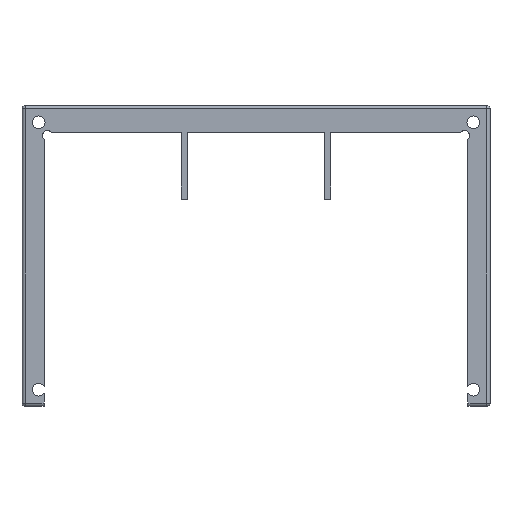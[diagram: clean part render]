
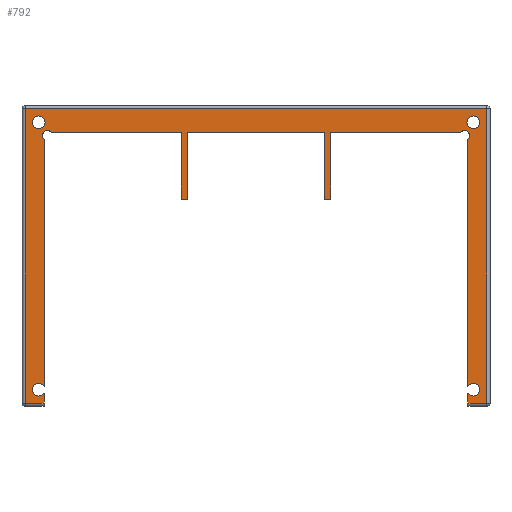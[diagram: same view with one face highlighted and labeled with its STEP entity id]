
A CAD part, top view. The second image highlights one B-rep face of the part: STEP entity #792.
In plain terms, the highlighted planar face has unit normal (0, 0, 1).
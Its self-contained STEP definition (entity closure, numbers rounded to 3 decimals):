
#25=FACE_BOUND('',#125,.T.);
#26=FACE_BOUND('',#126,.T.);
#30=PLANE('',#896);
#74=FACE_OUTER_BOUND('',#124,.T.);
#124=EDGE_LOOP('',(#637,#638,#639,#640,#641,#642,#643,#644,#645,#646,#647,
#648,#649,#650,#651,#652,#653,#654,#655,#656,#657,#658));
#125=EDGE_LOOP('',(#659));
#126=EDGE_LOOP('',(#660));
#147=CIRCLE('',#834,1.5);
#149=CIRCLE('',#837,1.5);
#183=CIRCLE('',#897,1.9);
#184=CIRCLE('',#898,1.9);
#185=CIRCLE('',#899,1.9);
#186=CIRCLE('',#900,1.9);
#191=LINE('',#1194,#265);
#211=LINE('',#1241,#285);
#223=LINE('',#1311,#297);
#227=LINE('',#1324,#301);
#229=LINE('',#1327,#303);
#231=LINE('',#1330,#305);
#235=LINE('',#1341,#309);
#236=LINE('',#1344,#310);
#237=LINE('',#1346,#311);
#238=LINE('',#1348,#312);
#239=LINE('',#1350,#313);
#240=LINE('',#1352,#314);
#241=LINE('',#1354,#315);
#242=LINE('',#1356,#316);
#243=LINE('',#1357,#317);
#244=LINE('',#1359,#318);
#245=LINE('',#1362,#319);
#246=LINE('',#1364,#320);
#265=VECTOR('',#941,10.);
#285=VECTOR('',#973,10.);
#297=VECTOR('',#1061,10.);
#301=VECTOR('',#1077,10.);
#303=VECTOR('',#1081,10.);
#305=VECTOR('',#1085,10.);
#309=VECTOR('',#1097,10.);
#310=VECTOR('',#1100,10.);
#311=VECTOR('',#1101,10.);
#312=VECTOR('',#1102,10.);
#313=VECTOR('',#1103,10.);
#314=VECTOR('',#1104,10.);
#315=VECTOR('',#1105,10.);
#316=VECTOR('',#1106,10.);
#317=VECTOR('',#1107,10.);
#318=VECTOR('',#1108,10.);
#319=VECTOR('',#1111,10.);
#320=VECTOR('',#1112,10.);
#335=VERTEX_POINT('',#1175);
#337=VERTEX_POINT('',#1178);
#339=VERTEX_POINT('',#1184);
#341=VERTEX_POINT('',#1187);
#343=VERTEX_POINT('',#1193);
#364=VERTEX_POINT('',#1240);
#371=VERTEX_POINT('',#1263);
#378=VERTEX_POINT('',#1289);
#381=VERTEX_POINT('',#1299);
#384=VERTEX_POINT('',#1309);
#386=VERTEX_POINT('',#1315);
#389=VERTEX_POINT('',#1337);
#391=VERTEX_POINT('',#1343);
#392=VERTEX_POINT('',#1345);
#393=VERTEX_POINT('',#1347);
#394=VERTEX_POINT('',#1349);
#395=VERTEX_POINT('',#1351);
#396=VERTEX_POINT('',#1353);
#397=VERTEX_POINT('',#1355);
#398=VERTEX_POINT('',#1358);
#399=VERTEX_POINT('',#1360);
#400=VERTEX_POINT('',#1363);
#401=VERTEX_POINT('',#1366);
#402=VERTEX_POINT('',#1368);
#404=EDGE_CURVE('',#337,#335,#147,.T.);
#408=EDGE_CURVE('',#341,#339,#149,.T.);
#411=EDGE_CURVE('',#343,#337,#191,.T.);
#435=EDGE_CURVE('',#364,#341,#211,.T.);
#470=EDGE_CURVE('',#384,#381,#223,.T.);
#477=EDGE_CURVE('',#381,#386,#227,.T.);
#479=EDGE_CURVE('',#386,#378,#229,.T.);
#481=EDGE_CURVE('',#378,#371,#231,.T.);
#487=EDGE_CURVE('',#371,#389,#235,.T.);
#488=EDGE_CURVE('',#335,#391,#236,.T.);
#489=EDGE_CURVE('',#391,#392,#237,.T.);
#490=EDGE_CURVE('',#392,#393,#238,.T.);
#491=EDGE_CURVE('',#393,#394,#239,.T.);
#492=EDGE_CURVE('',#394,#395,#240,.T.);
#493=EDGE_CURVE('',#395,#396,#241,.T.);
#494=EDGE_CURVE('',#396,#397,#242,.T.);
#495=EDGE_CURVE('',#397,#364,#243,.T.);
#496=EDGE_CURVE('',#339,#398,#244,.T.);
#497=EDGE_CURVE('',#398,#399,#183,.T.);
#498=EDGE_CURVE('',#399,#389,#245,.T.);
#499=EDGE_CURVE('',#384,#400,#246,.T.);
#500=EDGE_CURVE('',#400,#343,#184,.T.);
#501=EDGE_CURVE('',#401,#401,#185,.T.);
#502=EDGE_CURVE('',#402,#402,#186,.T.);
#637=ORIENTED_EDGE('',*,*,#404,.T.);
#638=ORIENTED_EDGE('',*,*,#488,.T.);
#639=ORIENTED_EDGE('',*,*,#489,.T.);
#640=ORIENTED_EDGE('',*,*,#490,.T.);
#641=ORIENTED_EDGE('',*,*,#491,.T.);
#642=ORIENTED_EDGE('',*,*,#492,.T.);
#643=ORIENTED_EDGE('',*,*,#493,.T.);
#644=ORIENTED_EDGE('',*,*,#494,.T.);
#645=ORIENTED_EDGE('',*,*,#495,.T.);
#646=ORIENTED_EDGE('',*,*,#435,.T.);
#647=ORIENTED_EDGE('',*,*,#408,.T.);
#648=ORIENTED_EDGE('',*,*,#496,.T.);
#649=ORIENTED_EDGE('',*,*,#497,.T.);
#650=ORIENTED_EDGE('',*,*,#498,.T.);
#651=ORIENTED_EDGE('',*,*,#487,.F.);
#652=ORIENTED_EDGE('',*,*,#481,.F.);
#653=ORIENTED_EDGE('',*,*,#479,.F.);
#654=ORIENTED_EDGE('',*,*,#477,.F.);
#655=ORIENTED_EDGE('',*,*,#470,.F.);
#656=ORIENTED_EDGE('',*,*,#499,.T.);
#657=ORIENTED_EDGE('',*,*,#500,.T.);
#658=ORIENTED_EDGE('',*,*,#411,.T.);
#659=ORIENTED_EDGE('',*,*,#501,.T.);
#660=ORIENTED_EDGE('',*,*,#502,.T.);
#792=ADVANCED_FACE('',(#74,#25,#26),#30,.T.);
#834=AXIS2_PLACEMENT_3D('',#1179,#926,#927);
#837=AXIS2_PLACEMENT_3D('',#1188,#934,#935);
#896=AXIS2_PLACEMENT_3D('',#1342,#1098,#1099);
#897=AXIS2_PLACEMENT_3D('',#1361,#1109,#1110);
#898=AXIS2_PLACEMENT_3D('',#1365,#1113,#1114);
#899=AXIS2_PLACEMENT_3D('',#1367,#1115,#1116);
#900=AXIS2_PLACEMENT_3D('',#1369,#1117,#1118);
#926=DIRECTION('center_axis',(0.,0.,-1.));
#927=DIRECTION('ref_axis',(1.,0.,0.));
#934=DIRECTION('center_axis',(0.,0.,-1.));
#935=DIRECTION('ref_axis',(1.,0.,0.));
#941=DIRECTION('',(0.,1.,0.));
#973=DIRECTION('',(1.,0.,0.));
#1061=DIRECTION('',(-1.,0.,0.));
#1077=DIRECTION('',(0.,1.,0.));
#1081=DIRECTION('',(1.,0.,0.));
#1085=DIRECTION('',(0.,-1.,0.));
#1097=DIRECTION('',(-1.,0.,0.));
#1098=DIRECTION('center_axis',(0.,0.,1.));
#1099=DIRECTION('ref_axis',(1.,0.,0.));
#1100=DIRECTION('',(1.,0.,0.));
#1101=DIRECTION('',(0.,-1.,0.));
#1102=DIRECTION('',(1.,0.,0.));
#1103=DIRECTION('',(0.,1.,0.));
#1104=DIRECTION('',(1.,0.,0.));
#1105=DIRECTION('',(0.,-1.,0.));
#1106=DIRECTION('',(1.,0.,0.));
#1107=DIRECTION('',(0.,1.,0.));
#1108=DIRECTION('',(0.,-1.,0.));
#1109=DIRECTION('center_axis',(0.,0.,-1.));
#1110=DIRECTION('ref_axis',(-1.,0.,0.));
#1111=DIRECTION('',(0.,-1.,0.));
#1112=DIRECTION('',(0.,1.,0.));
#1113=DIRECTION('center_axis',(0.,0.,-1.));
#1114=DIRECTION('ref_axis',(-1.,0.,0.));
#1115=DIRECTION('center_axis',(0.,0.,-1.));
#1116=DIRECTION('ref_axis',(-1.,0.,0.));
#1117=DIRECTION('center_axis',(0.,0.,-1.));
#1118=DIRECTION('ref_axis',(-1.,0.,0.));
#1175=CARTESIAN_POINT('',(8.718,-8.,3.5));
#1178=CARTESIAN_POINT('',(6.6,-10.118,3.5));
#1179=CARTESIAN_POINT('Origin',(7.6,-9.,3.5));
#1184=CARTESIAN_POINT('',(133.4,-10.118,3.5));
#1187=CARTESIAN_POINT('',(131.282,-8.,3.5));
#1188=CARTESIAN_POINT('Origin',(132.4,-9.,3.5));
#1193=CARTESIAN_POINT('',(6.6,-83.975,3.5));
#1194=CARTESIAN_POINT('',(6.6,-90.,3.5));
#1240=CARTESIAN_POINT('',(92.333,-8.,3.5));
#1241=CARTESIAN_POINT('',(6.6,-8.,3.5));
#1263=CARTESIAN_POINT('',(139.,-89.,3.5));
#1289=CARTESIAN_POINT('',(139.,-1.,3.5));
#1299=CARTESIAN_POINT('',(1.,-89.,3.5));
#1309=CARTESIAN_POINT('',(6.6,-89.,3.5));
#1311=CARTESIAN_POINT('',(35.,-89.,3.5));
#1315=CARTESIAN_POINT('',(1.,-1.,3.5));
#1324=CARTESIAN_POINT('',(1.,-22.5,3.5));
#1327=CARTESIAN_POINT('',(105.,-1.,3.5));
#1330=CARTESIAN_POINT('',(139.,-67.5,3.5));
#1337=CARTESIAN_POINT('',(133.4,-89.,3.5));
#1341=CARTESIAN_POINT('',(101.7,-89.,3.5));
#1342=CARTESIAN_POINT('Origin',(70.,-45.,3.5));
#1343=CARTESIAN_POINT('',(47.667,-8.,3.5));
#1344=CARTESIAN_POINT('',(6.6,-8.,3.5));
#1345=CARTESIAN_POINT('',(47.667,-28.,3.5));
#1346=CARTESIAN_POINT('',(47.667,-8.,3.5));
#1347=CARTESIAN_POINT('',(49.467,-28.,3.5));
#1348=CARTESIAN_POINT('',(47.667,-28.,3.5));
#1349=CARTESIAN_POINT('',(49.467,-8.,3.5));
#1350=CARTESIAN_POINT('',(49.467,-28.,3.5));
#1351=CARTESIAN_POINT('',(90.533,-8.,3.5));
#1352=CARTESIAN_POINT('',(6.6,-8.,3.5));
#1353=CARTESIAN_POINT('',(90.533,-28.,3.5));
#1354=CARTESIAN_POINT('',(90.533,-8.,3.5));
#1355=CARTESIAN_POINT('',(92.333,-28.,3.5));
#1356=CARTESIAN_POINT('',(90.533,-28.,3.5));
#1357=CARTESIAN_POINT('',(92.333,-28.,3.5));
#1358=CARTESIAN_POINT('',(133.4,-83.975,3.5));
#1359=CARTESIAN_POINT('',(133.4,-8.,3.5));
#1360=CARTESIAN_POINT('',(133.4,-86.025,3.5));
#1361=CARTESIAN_POINT('Origin',(135.,-85.,3.5));
#1362=CARTESIAN_POINT('',(133.4,-8.,3.5));
#1363=CARTESIAN_POINT('',(6.6,-86.025,3.5));
#1364=CARTESIAN_POINT('',(6.6,-90.,3.5));
#1365=CARTESIAN_POINT('Origin',(5.,-85.,3.5));
#1366=CARTESIAN_POINT('',(6.9,-5.,3.5));
#1367=CARTESIAN_POINT('Origin',(5.,-5.,3.5));
#1368=CARTESIAN_POINT('',(136.9,-5.,3.5));
#1369=CARTESIAN_POINT('Origin',(135.,-5.,3.5));
